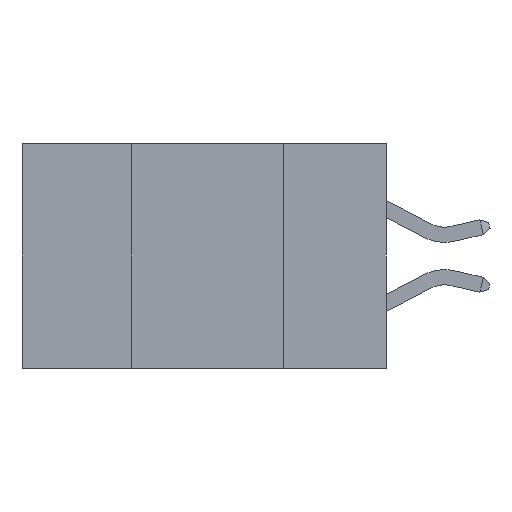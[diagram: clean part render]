
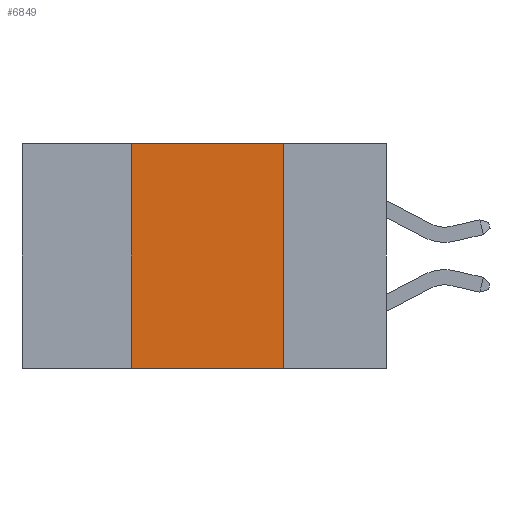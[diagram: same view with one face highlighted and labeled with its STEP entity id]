
A CAD part, left-side view. The second image highlights one B-rep face of the part: STEP entity #6849.
In plain terms, the highlighted planar face has unit normal (-1, 0, 0).
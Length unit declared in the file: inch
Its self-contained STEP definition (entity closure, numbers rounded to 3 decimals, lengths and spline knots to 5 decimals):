
#20 = VECTOR ( 'NONE', #11514, 39.37008 ) ;
#680 = LINE ( 'NONE', #19183, #20 ) ;
#905 = CARTESIAN_POINT ( 'NONE',  ( 0., 0.6, 0. ) ) ;
#1072 = DIRECTION ( 'NONE',  ( 0., 0., -1. ) ) ;
#1286 = CARTESIAN_POINT ( 'NONE',  ( 0., 0.42, -0.37 ) ) ;
#1386 = EDGE_CURVE ( 'NONE', #13524, #7972, #680, .T. ) ;
#1419 = EDGE_CURVE ( 'NONE', #13524, #16905, #7474, .T. ) ;
#2059 = EDGE_CURVE ( 'NONE', #16905, #7015, #15588, .T. ) ;
#3946 = VECTOR ( 'NONE', #1072, 39.37008 ) ;
#4092 = PLANE ( 'NONE',  #6419 ) ;
#4313 = ORIENTED_EDGE ( 'NONE', *, *, #2059, .F. ) ;
#5931 = EDGE_LOOP ( 'NONE', ( #8650, #4313, #7546, #9804 ) ) ;
#6419 = AXIS2_PLACEMENT_3D ( 'NONE', #905, #7008, #6903 ) ;
#6849 = ADVANCED_FACE ( 'NONE', ( #8516 ), #4092, .F. ) ;
#6903 = DIRECTION ( 'NONE',  ( 0., 0., -1. ) ) ;
#7008 = DIRECTION ( 'NONE',  ( 1., 0., 0. ) ) ;
#7015 = VERTEX_POINT ( 'NONE', #13921 ) ;
#7070 = CARTESIAN_POINT ( 'NONE',  ( 0., 0.17, -0.37 ) ) ;
#7474 = LINE ( 'NONE', #1286, #15090 ) ;
#7546 = ORIENTED_EDGE ( 'NONE', *, *, #1419, .F. ) ;
#7972 = VERTEX_POINT ( 'NONE', #15371 ) ;
#8516 = FACE_OUTER_BOUND ( 'NONE', #5931, .T. ) ;
#8650 = ORIENTED_EDGE ( 'NONE', *, *, #17285, .F. ) ;
#8790 = CARTESIAN_POINT ( 'NONE',  ( 0., 0.42, 0. ) ) ;
#9804 = ORIENTED_EDGE ( 'NONE', *, *, #1386, .T. ) ;
#10628 = CARTESIAN_POINT ( 'NONE',  ( 0., 0.42, -0.37 ) ) ;
#11514 = DIRECTION ( 'NONE',  ( 0., -1., 0. ) ) ;
#13524 = VERTEX_POINT ( 'NONE', #10628 ) ;
#13921 = CARTESIAN_POINT ( 'NONE',  ( 0., 0.17, 0. ) ) ;
#15090 = VECTOR ( 'NONE', #16632, 39.37008 ) ;
#15371 = CARTESIAN_POINT ( 'NONE',  ( 0., 0.17, -0.37 ) ) ;
#15588 = LINE ( 'NONE', #17207, #18334 ) ;
#16632 = DIRECTION ( 'NONE',  ( 0., 0., 1. ) ) ;
#16905 = VERTEX_POINT ( 'NONE', #8790 ) ;
#17207 = CARTESIAN_POINT ( 'NONE',  ( 0., 0.6, 0. ) ) ;
#17285 = EDGE_CURVE ( 'NONE', #7015, #7972, #19278, .T. ) ;
#18334 = VECTOR ( 'NONE', #18730, 39.37008 ) ;
#18730 = DIRECTION ( 'NONE',  ( 0., -1., 0. ) ) ;
#19183 = CARTESIAN_POINT ( 'NONE',  ( 0., 0.6, -0.37 ) ) ;
#19278 = LINE ( 'NONE', #7070, #3946 ) ;
